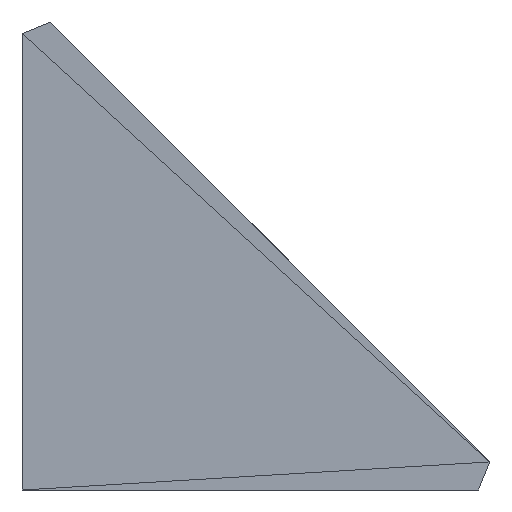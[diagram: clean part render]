
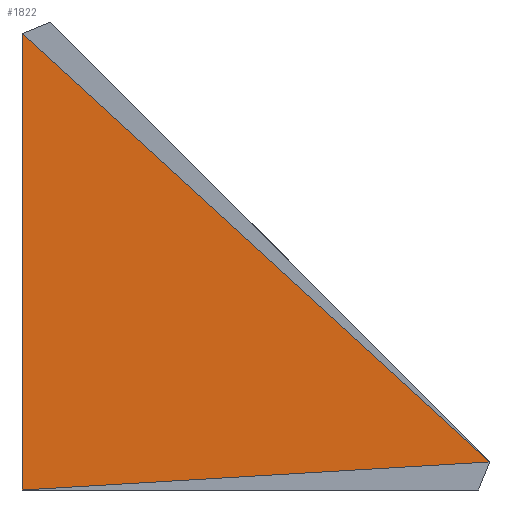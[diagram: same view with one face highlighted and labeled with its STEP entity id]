
A CAD part, left-side view. The second image highlights one B-rep face of the part: STEP entity #1822.
In plain terms, the highlighted planar face has unit normal (-1, 0, 0).
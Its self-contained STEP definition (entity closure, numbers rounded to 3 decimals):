
#223 = VERTEX_POINT('',#224);
#224 = CARTESIAN_POINT('',(-16.,-23.586,1.414));
#304 = VERTEX_POINT('',#305);
#305 = CARTESIAN_POINT('',(-16.,0.,23.));
#375 = PLANE('',#376);
#376 = AXIS2_PLACEMENT_3D('',#377,#378,#379);
#377 = CARTESIAN_POINT('',(-16.,-11.873,12.61));
#378 = DIRECTION('',(-1.,0.,0.));
#379 = DIRECTION('',(0.,0.,-1.));
#803 = VERTEX_POINT('',#804);
#804 = CARTESIAN_POINT('',(-16.,0.,0.));
#873 = PLANE('',#874);
#874 = AXIS2_PLACEMENT_3D('',#875,#876,#877);
#875 = CARTESIAN_POINT('',(-14.331,0.,11.469));
#876 = DIRECTION('',(0.,1.,0.));
#877 = DIRECTION('',(0.,0.,1.));
#1291 = PLANE('',#1292);
#1292 = AXIS2_PLACEMENT_3D('',#1293,#1294,#1295);
#1293 = CARTESIAN_POINT('',(-16.,-12.019,0.369));
#1294 = DIRECTION('',(-1.,0.,0.));
#1295 = DIRECTION('',(0.,0.,-1.));
#1692 = EDGE_CURVE('',#223,#803,#1693,.T.);
#1693 = SURFACE_CURVE('',#1694,(#1698,#1705),.PCURVE_S1.);
#1694 = LINE('',#1695,#1696);
#1695 = CARTESIAN_POINT('',(-16.,-23.586,1.414));
#1696 = VECTOR('',#1697,1.);
#1697 = DIRECTION('',(0.,0.998,-0.06));
#1698 = PCURVE('',#1291,#1699);
#1699 = DEFINITIONAL_REPRESENTATION('',(#1700),#1704);
#1700 = LINE('',#1701,#1702);
#1701 = CARTESIAN_POINT('',(-1.045,11.567));
#1702 = VECTOR('',#1703,1.);
#1703 = DIRECTION('',(0.06,-0.998));
#1704 = ( GEOMETRIC_REPRESENTATION_CONTEXT(2) 
PARAMETRIC_REPRESENTATION_CONTEXT() REPRESENTATION_CONTEXT('2D SPACE',''
  ) );
#1705 = PCURVE('',#1706,#1711);
#1706 = PLANE('',#1707);
#1707 = AXIS2_PLACEMENT_3D('',#1708,#1709,#1710);
#1708 = CARTESIAN_POINT('',(-16.,-8.342,8.543));
#1709 = DIRECTION('',(-1.,0.,0.));
#1710 = DIRECTION('',(0.,0.,-1.));
#1711 = DEFINITIONAL_REPRESENTATION('',(#1712),#1715);
#1712 = B_SPLINE_CURVE_WITH_KNOTS('',1,(#1713,#1714),.UNSPECIFIED.,.F.,
  .F.,(2,2),(0.,23.628),.PIECEWISE_BEZIER_KNOTS.);
#1713 = CARTESIAN_POINT('',(7.129,15.244));
#1714 = CARTESIAN_POINT('',(8.543,-8.342));
#1715 = ( GEOMETRIC_REPRESENTATION_CONTEXT(2) 
PARAMETRIC_REPRESENTATION_CONTEXT() REPRESENTATION_CONTEXT('2D SPACE',''
  ) );
#1822 = ADVANCED_FACE('',(#1823),#1706,.T.);
#1823 = FACE_BOUND('',#1824,.T.);
#1824 = EDGE_LOOP('',(#1825,#1826,#1846));
#1825 = ORIENTED_EDGE('',*,*,#1692,.F.);
#1826 = ORIENTED_EDGE('',*,*,#1827,.T.);
#1827 = EDGE_CURVE('',#223,#304,#1828,.T.);
#1828 = SURFACE_CURVE('',#1829,(#1833,#1840),.PCURVE_S1.);
#1829 = LINE('',#1830,#1831);
#1830 = CARTESIAN_POINT('',(-16.,-23.586,1.414));
#1831 = VECTOR('',#1832,1.);
#1832 = DIRECTION('',(0.,0.738,0.675));
#1833 = PCURVE('',#1706,#1834);
#1834 = DEFINITIONAL_REPRESENTATION('',(#1835),#1839);
#1835 = LINE('',#1836,#1837);
#1836 = CARTESIAN_POINT('',(7.129,15.244));
#1837 = VECTOR('',#1838,1.);
#1838 = DIRECTION('',(-0.675,-0.738));
#1839 = ( GEOMETRIC_REPRESENTATION_CONTEXT(2) 
PARAMETRIC_REPRESENTATION_CONTEXT() REPRESENTATION_CONTEXT('2D SPACE',''
  ) );
#1840 = PCURVE('',#375,#1841);
#1841 = DEFINITIONAL_REPRESENTATION('',(#1842),#1845);
#1842 = B_SPLINE_CURVE_WITH_KNOTS('',1,(#1843,#1844),.UNSPECIFIED.,.F.,
  .F.,(2,2),(0.,31.972),.PIECEWISE_BEZIER_KNOTS.);
#1843 = CARTESIAN_POINT('',(11.196,11.713));
#1844 = CARTESIAN_POINT('',(-10.39,-11.873));
#1845 = ( GEOMETRIC_REPRESENTATION_CONTEXT(2) 
PARAMETRIC_REPRESENTATION_CONTEXT() REPRESENTATION_CONTEXT('2D SPACE',''
  ) );
#1846 = ORIENTED_EDGE('',*,*,#1847,.T.);
#1847 = EDGE_CURVE('',#304,#803,#1848,.T.);
#1848 = SURFACE_CURVE('',#1849,(#1853,#1860),.PCURVE_S1.);
#1849 = LINE('',#1850,#1851);
#1850 = CARTESIAN_POINT('',(-16.,0.,23.));
#1851 = VECTOR('',#1852,1.);
#1852 = DIRECTION('',(0.,0.,-1.));
#1853 = PCURVE('',#1706,#1854);
#1854 = DEFINITIONAL_REPRESENTATION('',(#1855),#1859);
#1855 = LINE('',#1856,#1857);
#1856 = CARTESIAN_POINT('',(-14.457,-8.342));
#1857 = VECTOR('',#1858,1.);
#1858 = DIRECTION('',(1.,0.));
#1859 = ( GEOMETRIC_REPRESENTATION_CONTEXT(2) 
PARAMETRIC_REPRESENTATION_CONTEXT() REPRESENTATION_CONTEXT('2D SPACE',''
  ) );
#1860 = PCURVE('',#873,#1861);
#1861 = DEFINITIONAL_REPRESENTATION('',(#1862),#1865);
#1862 = B_SPLINE_CURVE_WITH_KNOTS('',1,(#1863,#1864),.UNSPECIFIED.,.F.,
  .F.,(2,2),(0.,23.),.PIECEWISE_BEZIER_KNOTS.);
#1863 = CARTESIAN_POINT('',(11.531,-1.669));
#1864 = CARTESIAN_POINT('',(-11.469,-1.669));
#1865 = ( GEOMETRIC_REPRESENTATION_CONTEXT(2) 
PARAMETRIC_REPRESENTATION_CONTEXT() REPRESENTATION_CONTEXT('2D SPACE',''
  ) );
